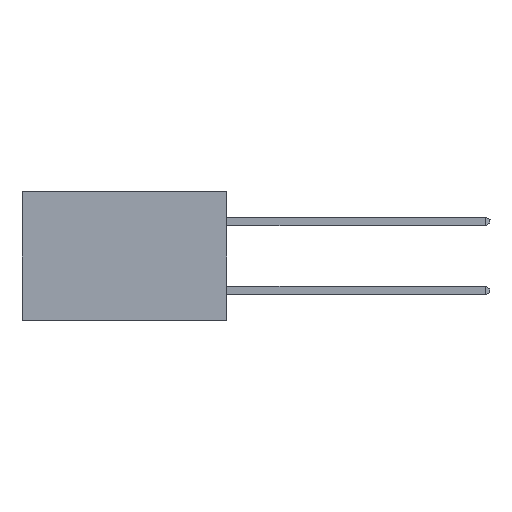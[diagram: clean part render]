
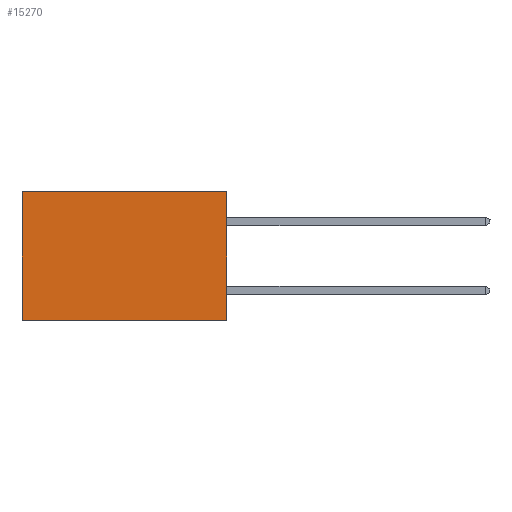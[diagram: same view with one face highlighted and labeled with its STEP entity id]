
A CAD part, left-side view. The second image highlights one B-rep face of the part: STEP entity #15270.
In plain terms, the highlighted planar face has unit normal (-1, 0, 0).
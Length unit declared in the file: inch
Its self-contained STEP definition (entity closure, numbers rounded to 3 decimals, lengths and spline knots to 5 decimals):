
#1833 = CARTESIAN_POINT ( 'NONE',  ( 0.277, 0., -0.37 ) ) ;
#2034 = EDGE_LOOP ( 'NONE', ( #7591, #21702, #10965, #11013 ) ) ;
#2117 = DIRECTION ( 'NONE',  ( 0., 0., -1. ) ) ;
#3772 = VERTEX_POINT ( 'NONE', #13452 ) ;
#4057 = VERTEX_POINT ( 'NONE', #19799 ) ;
#4514 = LINE ( 'NONE', #14834, #17487 ) ;
#6092 = DIRECTION ( 'NONE',  ( 0., 1., 0. ) ) ;
#7099 = DIRECTION ( 'NONE',  ( 0., 0., -1. ) ) ;
#7120 = LINE ( 'NONE', #7923, #11766 ) ;
#7477 = CARTESIAN_POINT ( 'NONE',  ( 0.277, 0., -0.37 ) ) ;
#7591 = ORIENTED_EDGE ( 'NONE', *, *, #15416, .T. ) ;
#7923 = CARTESIAN_POINT ( 'NONE',  ( 0.277, 0.59, -0.37 ) ) ;
#9883 = FACE_OUTER_BOUND ( 'NONE', #2034, .T. ) ;
#10248 = LINE ( 'NONE', #15087, #14298 ) ;
#10965 = ORIENTED_EDGE ( 'NONE', *, *, #13459, .F. ) ;
#11013 = ORIENTED_EDGE ( 'NONE', *, *, #22231, .T. ) ;
#11766 = VECTOR ( 'NONE', #20176, 39.37008 ) ;
#12759 = DIRECTION ( 'NONE',  ( 1., 0., 0. ) ) ;
#12768 = VERTEX_POINT ( 'NONE', #1833 ) ;
#13452 = CARTESIAN_POINT ( 'NONE',  ( 0.277, 0.59, 0. ) ) ;
#13459 = EDGE_CURVE ( 'NONE', #17146, #12768, #15673, .T. ) ;
#14039 = CARTESIAN_POINT ( 'NONE',  ( 0.277, 0., 0. ) ) ;
#14185 = CARTESIAN_POINT ( 'NONE',  ( 0.277, 0., -0.37 ) ) ;
#14298 = VECTOR ( 'NONE', #18629, 39.37008 ) ;
#14834 = CARTESIAN_POINT ( 'NONE',  ( 0.277, 0., 0. ) ) ;
#15087 = CARTESIAN_POINT ( 'NONE',  ( 0.277, 0., -0.37 ) ) ;
#15270 = ADVANCED_FACE ( 'NONE', ( #9883 ), #19736, .F. ) ;
#15416 = EDGE_CURVE ( 'NONE', #3772, #4057, #7120, .T. ) ;
#15673 = LINE ( 'NONE', #14185, #20345 ) ;
#17146 = VERTEX_POINT ( 'NONE', #14039 ) ;
#17487 = VECTOR ( 'NONE', #6092, 39.37008 ) ;
#18629 = DIRECTION ( 'NONE',  ( 0., 1., 0. ) ) ;
#19736 = PLANE ( 'NONE',  #19996 ) ;
#19799 = CARTESIAN_POINT ( 'NONE',  ( 0.277, 0.59, -0.37 ) ) ;
#19996 = AXIS2_PLACEMENT_3D ( 'NONE', #7477, #12759, #2117 ) ;
#20176 = DIRECTION ( 'NONE',  ( 0., 0., -1. ) ) ;
#20208 = EDGE_CURVE ( 'NONE', #12768, #4057, #10248, .T. ) ;
#20345 = VECTOR ( 'NONE', #7099, 39.37008 ) ;
#21702 = ORIENTED_EDGE ( 'NONE', *, *, #20208, .F. ) ;
#22231 = EDGE_CURVE ( 'NONE', #17146, #3772, #4514, .T. ) ;
